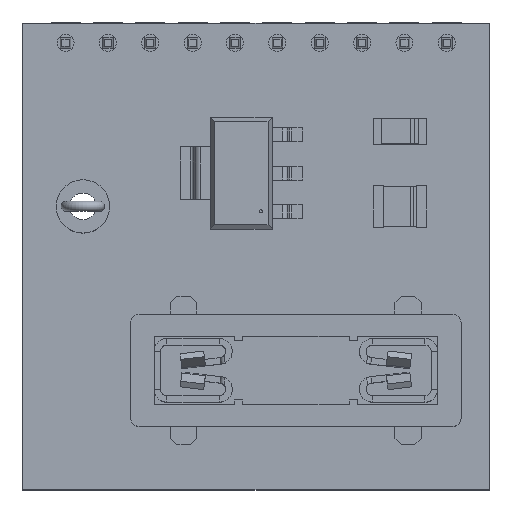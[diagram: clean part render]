
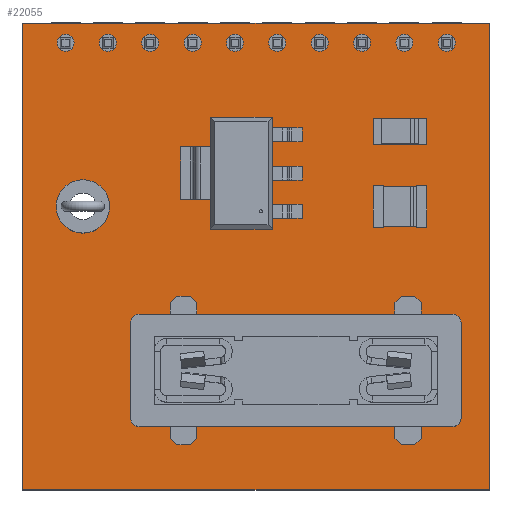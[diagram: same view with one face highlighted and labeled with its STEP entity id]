
A CAD part, top view. The second image highlights one B-rep face of the part: STEP entity #22055.
In plain terms, the highlighted planar face has unit normal (0, 0, 1).
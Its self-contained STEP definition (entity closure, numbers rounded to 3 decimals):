
#21822 = VERTEX_POINT('',#21823);
#21823 = CARTESIAN_POINT('',(86.38,-49.,1.6));
#21829 = EDGE_CURVE('',#21822,#21830,#21832,.T.);
#21830 = VERTEX_POINT('',#21831);
#21831 = CARTESIAN_POINT('',(58.38,-49.,1.6));
#21832 = LINE('',#21833,#21834);
#21833 = CARTESIAN_POINT('',(86.38,-49.,1.6));
#21834 = VECTOR('',#21835,1.);
#21835 = DIRECTION('',(-1.,0.,0.));
#21862 = VERTEX_POINT('',#21863);
#21863 = CARTESIAN_POINT('',(86.38,-21.,1.6));
#21869 = EDGE_CURVE('',#21862,#21822,#21870,.T.);
#21870 = LINE('',#21871,#21872);
#21871 = CARTESIAN_POINT('',(86.38,-21.,1.6));
#21872 = VECTOR('',#21873,1.);
#21873 = DIRECTION('',(0.,-1.,0.));
#21891 = EDGE_CURVE('',#21830,#21892,#21894,.T.);
#21892 = VERTEX_POINT('',#21893);
#21893 = CARTESIAN_POINT('',(58.38,-21.,1.6));
#21894 = LINE('',#21895,#21896);
#21895 = CARTESIAN_POINT('',(58.38,-49.,1.6));
#21896 = VECTOR('',#21897,1.);
#21897 = DIRECTION('',(0.,1.,0.));
#22055 = ADVANCED_FACE('',(#22056,#22067,#22078,#22089,#22100,#22111,
    #22122,#22133,#22144,#22155,#22166,#22177),#22188,.T.);
#22056 = FACE_BOUND('',#22057,.T.);
#22057 = EDGE_LOOP('',(#22058,#22059,#22060,#22066));
#22058 = ORIENTED_EDGE('',*,*,#21829,.F.);
#22059 = ORIENTED_EDGE('',*,*,#21869,.F.);
#22060 = ORIENTED_EDGE('',*,*,#22061,.F.);
#22061 = EDGE_CURVE('',#21892,#21862,#22062,.T.);
#22062 = LINE('',#22063,#22064);
#22063 = CARTESIAN_POINT('',(58.38,-21.,1.6));
#22064 = VECTOR('',#22065,1.);
#22065 = DIRECTION('',(1.,0.,0.));
#22066 = ORIENTED_EDGE('',*,*,#21891,.F.);
#22067 = FACE_BOUND('',#22068,.T.);
#22068 = EDGE_LOOP('',(#22069));
#22069 = ORIENTED_EDGE('',*,*,#22070,.T.);
#22070 = EDGE_CURVE('',#22071,#22071,#22073,.T.);
#22071 = VERTEX_POINT('',#22072);
#22072 = CARTESIAN_POINT('',(62.,-32.8,1.6));
#22073 = CIRCLE('',#22074,0.8);
#22074 = AXIS2_PLACEMENT_3D('',#22075,#22076,#22077);
#22075 = CARTESIAN_POINT('',(62.,-32.,1.6));
#22076 = DIRECTION('',(-0.,0.,-1.));
#22077 = DIRECTION('',(-0.,-1.,0.));
#22078 = FACE_BOUND('',#22079,.T.);
#22079 = EDGE_LOOP('',(#22080));
#22080 = ORIENTED_EDGE('',*,*,#22081,.T.);
#22081 = EDGE_CURVE('',#22082,#22082,#22084,.T.);
#22082 = VERTEX_POINT('',#22083);
#22083 = CARTESIAN_POINT('',(60.96,-22.694,1.6));
#22084 = CIRCLE('',#22085,0.51);
#22085 = AXIS2_PLACEMENT_3D('',#22086,#22087,#22088);
#22086 = CARTESIAN_POINT('',(60.96,-22.184,1.6));
#22087 = DIRECTION('',(-0.,0.,-1.));
#22088 = DIRECTION('',(-0.,-1.,0.));
#22089 = FACE_BOUND('',#22090,.T.);
#22090 = EDGE_LOOP('',(#22091));
#22091 = ORIENTED_EDGE('',*,*,#22092,.T.);
#22092 = EDGE_CURVE('',#22093,#22093,#22095,.T.);
#22093 = VERTEX_POINT('',#22094);
#22094 = CARTESIAN_POINT('',(63.5,-22.694,1.6));
#22095 = CIRCLE('',#22096,0.51);
#22096 = AXIS2_PLACEMENT_3D('',#22097,#22098,#22099);
#22097 = CARTESIAN_POINT('',(63.5,-22.184,1.6));
#22098 = DIRECTION('',(-0.,0.,-1.));
#22099 = DIRECTION('',(-0.,-1.,0.));
#22100 = FACE_BOUND('',#22101,.T.);
#22101 = EDGE_LOOP('',(#22102));
#22102 = ORIENTED_EDGE('',*,*,#22103,.T.);
#22103 = EDGE_CURVE('',#22104,#22104,#22106,.T.);
#22104 = VERTEX_POINT('',#22105);
#22105 = CARTESIAN_POINT('',(66.04,-22.694,1.6));
#22106 = CIRCLE('',#22107,0.51);
#22107 = AXIS2_PLACEMENT_3D('',#22108,#22109,#22110);
#22108 = CARTESIAN_POINT('',(66.04,-22.184,1.6));
#22109 = DIRECTION('',(-0.,0.,-1.));
#22110 = DIRECTION('',(0.,-1.,-0.));
#22111 = FACE_BOUND('',#22112,.T.);
#22112 = EDGE_LOOP('',(#22113));
#22113 = ORIENTED_EDGE('',*,*,#22114,.T.);
#22114 = EDGE_CURVE('',#22115,#22115,#22117,.T.);
#22115 = VERTEX_POINT('',#22116);
#22116 = CARTESIAN_POINT('',(68.58,-22.694,1.6));
#22117 = CIRCLE('',#22118,0.51);
#22118 = AXIS2_PLACEMENT_3D('',#22119,#22120,#22121);
#22119 = CARTESIAN_POINT('',(68.58,-22.184,1.6));
#22120 = DIRECTION('',(-0.,0.,-1.));
#22121 = DIRECTION('',(-0.,-1.,0.));
#22122 = FACE_BOUND('',#22123,.T.);
#22123 = EDGE_LOOP('',(#22124));
#22124 = ORIENTED_EDGE('',*,*,#22125,.T.);
#22125 = EDGE_CURVE('',#22126,#22126,#22128,.T.);
#22126 = VERTEX_POINT('',#22127);
#22127 = CARTESIAN_POINT('',(71.12,-22.694,1.6));
#22128 = CIRCLE('',#22129,0.51);
#22129 = AXIS2_PLACEMENT_3D('',#22130,#22131,#22132);
#22130 = CARTESIAN_POINT('',(71.12,-22.184,1.6));
#22131 = DIRECTION('',(-0.,0.,-1.));
#22132 = DIRECTION('',(-0.,-1.,0.));
#22133 = FACE_BOUND('',#22134,.T.);
#22134 = EDGE_LOOP('',(#22135));
#22135 = ORIENTED_EDGE('',*,*,#22136,.T.);
#22136 = EDGE_CURVE('',#22137,#22137,#22139,.T.);
#22137 = VERTEX_POINT('',#22138);
#22138 = CARTESIAN_POINT('',(73.66,-22.694,1.6));
#22139 = CIRCLE('',#22140,0.51);
#22140 = AXIS2_PLACEMENT_3D('',#22141,#22142,#22143);
#22141 = CARTESIAN_POINT('',(73.66,-22.184,1.6));
#22142 = DIRECTION('',(-0.,0.,-1.));
#22143 = DIRECTION('',(-0.,-1.,0.));
#22144 = FACE_BOUND('',#22145,.T.);
#22145 = EDGE_LOOP('',(#22146));
#22146 = ORIENTED_EDGE('',*,*,#22147,.T.);
#22147 = EDGE_CURVE('',#22148,#22148,#22150,.T.);
#22148 = VERTEX_POINT('',#22149);
#22149 = CARTESIAN_POINT('',(76.2,-22.694,1.6));
#22150 = CIRCLE('',#22151,0.51);
#22151 = AXIS2_PLACEMENT_3D('',#22152,#22153,#22154);
#22152 = CARTESIAN_POINT('',(76.2,-22.184,1.6));
#22153 = DIRECTION('',(-0.,0.,-1.));
#22154 = DIRECTION('',(0.,-1.,-0.));
#22155 = FACE_BOUND('',#22156,.T.);
#22156 = EDGE_LOOP('',(#22157));
#22157 = ORIENTED_EDGE('',*,*,#22158,.T.);
#22158 = EDGE_CURVE('',#22159,#22159,#22161,.T.);
#22159 = VERTEX_POINT('',#22160);
#22160 = CARTESIAN_POINT('',(78.74,-22.694,1.6));
#22161 = CIRCLE('',#22162,0.51);
#22162 = AXIS2_PLACEMENT_3D('',#22163,#22164,#22165);
#22163 = CARTESIAN_POINT('',(78.74,-22.184,1.6));
#22164 = DIRECTION('',(-0.,0.,-1.));
#22165 = DIRECTION('',(0.,-1.,0.));
#22166 = FACE_BOUND('',#22167,.T.);
#22167 = EDGE_LOOP('',(#22168));
#22168 = ORIENTED_EDGE('',*,*,#22169,.T.);
#22169 = EDGE_CURVE('',#22170,#22170,#22172,.T.);
#22170 = VERTEX_POINT('',#22171);
#22171 = CARTESIAN_POINT('',(81.28,-22.694,1.6));
#22172 = CIRCLE('',#22173,0.51);
#22173 = AXIS2_PLACEMENT_3D('',#22174,#22175,#22176);
#22174 = CARTESIAN_POINT('',(81.28,-22.184,1.6));
#22175 = DIRECTION('',(-0.,0.,-1.));
#22176 = DIRECTION('',(-0.,-1.,0.));
#22177 = FACE_BOUND('',#22178,.T.);
#22178 = EDGE_LOOP('',(#22179));
#22179 = ORIENTED_EDGE('',*,*,#22180,.T.);
#22180 = EDGE_CURVE('',#22181,#22181,#22183,.T.);
#22181 = VERTEX_POINT('',#22182);
#22182 = CARTESIAN_POINT('',(83.82,-22.694,1.6));
#22183 = CIRCLE('',#22184,0.51);
#22184 = AXIS2_PLACEMENT_3D('',#22185,#22186,#22187);
#22185 = CARTESIAN_POINT('',(83.82,-22.184,1.6));
#22186 = DIRECTION('',(-0.,0.,-1.));
#22187 = DIRECTION('',(-0.,-1.,0.));
#22188 = PLANE('',#22189);
#22189 = AXIS2_PLACEMENT_3D('',#22190,#22191,#22192);
#22190 = CARTESIAN_POINT('',(0.,0.,1.6));
#22191 = DIRECTION('',(0.,0.,1.));
#22192 = DIRECTION('',(1.,0.,-0.));
